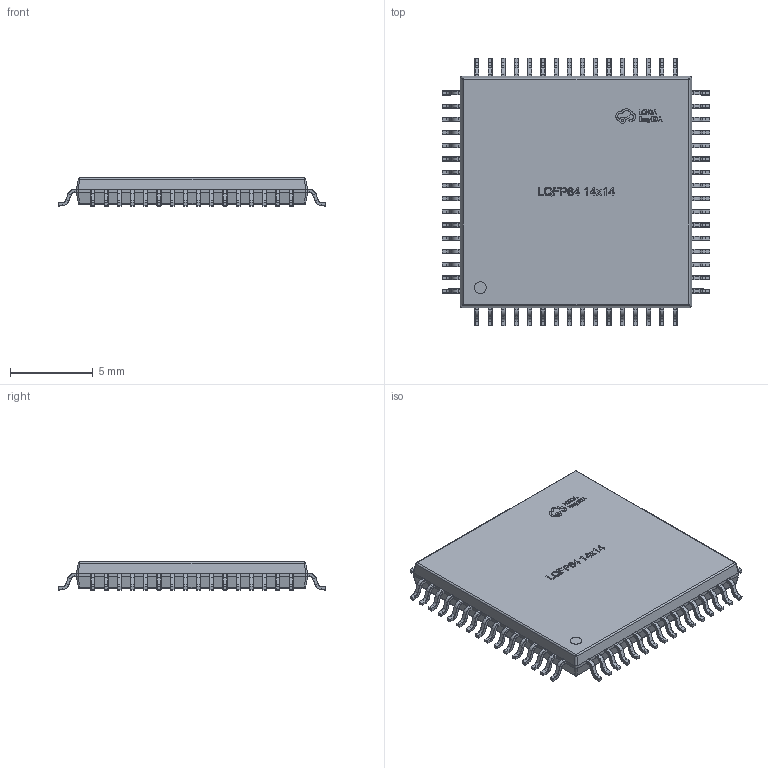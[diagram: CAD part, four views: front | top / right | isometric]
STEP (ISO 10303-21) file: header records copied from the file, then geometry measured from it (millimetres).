
FILE_DESCRIPTION (( 'STEP AP214' ), '1' );
FILE_NAME ('LQFP-64_L14.0-W14.0-H1.6-LS16.0-P0.80.step', '2022-07-09T04:58:57', ( '' ), ( '' ), 'SwSTEP 2.0', 'SolidWorks 2020', '' );
FILE_SCHEMA (( 'AUTOMOTIVE_DESIGN' ));
Length unit declared in the file: millimetre
Products named in the file (1): LQFP-64_L14.0-W14.0-H1.6-LS16.0-P0.80
Bounding box: 16.21 x 16.21 x 1.7 mm (x, y, z)
Volume: 313.5 mm3; surface area: 557.9 mm2
Topology: 65 solids, 65 shells, 3813 faces, 8205 edges, 4438 vertices
Faces by surface type: plane 1456, cylinder 1366, torus 512, sphere 328, bspline 151
Entity records: 143938 total; most frequent: CARTESIAN_POINT 20184, DIRECTION 18237, ORIENTED_EDGE 15898, EDGE_CURVE 7949, AXIS2_PLACEMENT_3D 6955, VECTOR 4327, LINE 4327, VERTEX_POINT 4310
